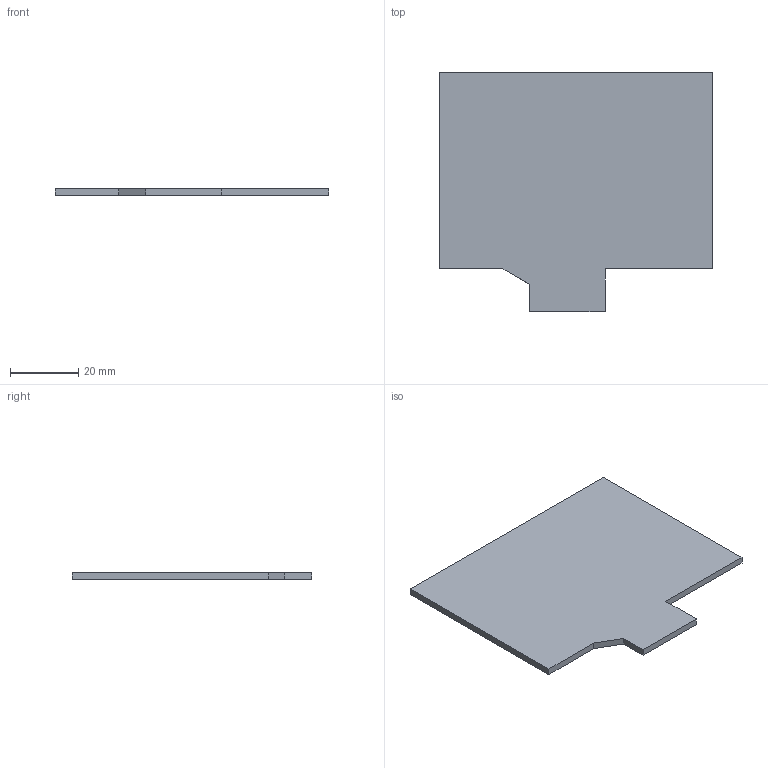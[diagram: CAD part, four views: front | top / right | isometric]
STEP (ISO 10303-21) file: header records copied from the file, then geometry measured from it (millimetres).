
FILE_DESCRIPTION(('CATIA V5 STEP Exchange','CAx-IF Rec.Pracs.--- Model Styling and Organization---1.4--- 2014-01-23'),'2;1');
FILE_NAME ('035425-2_0_0607000000_0607000000_S.stp','2021-08-03T10:14:02+00:00',('none'),('Weidmueller'),'CATIA Version 5-6 Release 2016 SP3 HF44','CATIA V5 STEP AP214','none');
FILE_SCHEMA(('AUTOMOTIVE_DESIGN { 1 0 10303 214 1 1 1 1 }'));
Length unit declared in the file: millimetre
Products named in the file (1): 0607000000_06159_TW_SAKS2_HP-DBR-2
Bounding box: 80 x 70 x 2 mm (x, y, z)
Volume: 9786 mm3; surface area: 10379.3 mm2
Topology: 1 solids, 1 shells, 11 faces, 27 edges, 18 vertices
Faces by surface type: plane 11
Entity records: 349 total; most frequent: CARTESIAN_POINT 57, ORIENTED_EDGE 54, DIRECTION 49, VECTOR 27, EDGE_CURVE 27, LINE 27, VERTEX_POINT 18, AXIS2_PLACEMENT_3D 12
